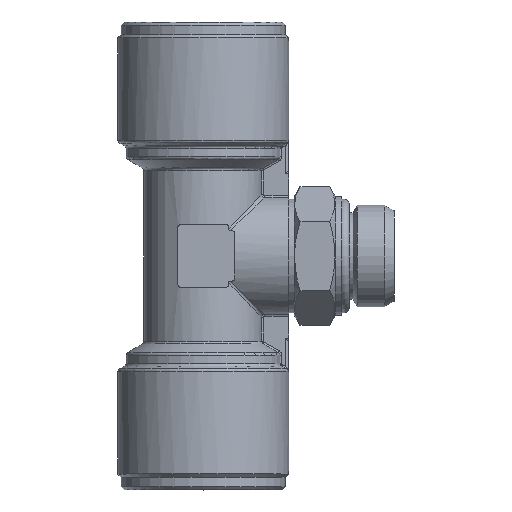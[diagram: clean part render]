
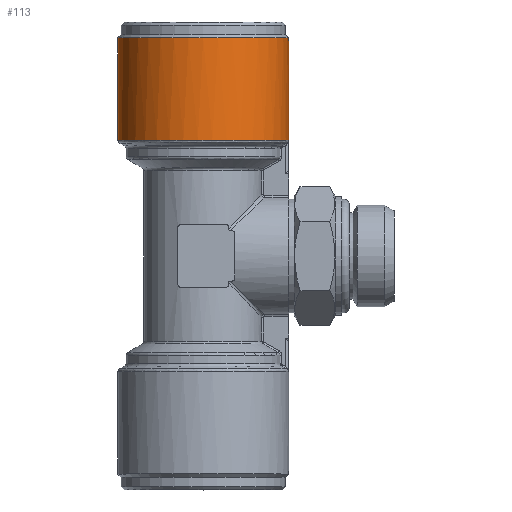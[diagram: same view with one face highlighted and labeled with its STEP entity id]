
A CAD part, top view. The second image highlights one B-rep face of the part: STEP entity #113.
In plain terms, the highlighted cylindrical face has radius 13.5 mm (diameter 27 mm), a full revolution.
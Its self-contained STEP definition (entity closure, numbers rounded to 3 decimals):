
#113 = ADVANCED_FACE( 'NONE', ( #610, #611 ), #612, .T. );
#610 = FACE_OUTER_BOUND( '', #2115, .T. );
#611 = FACE_OUTER_BOUND( '', #2116, .T. );
#612 = CYLINDRICAL_SURFACE( '', #2117, 13.5 );
#2115 = EDGE_LOOP( '', ( #7428, #7429, #7430 ) );
#2116 = EDGE_LOOP( '', ( #7431 ) );
#2117 = AXIS2_PLACEMENT_3D( '', #7432, #7433, #7434 );
#7428 = ORIENTED_EDGE( '', *, *, #10478, .F. );
#7429 = ORIENTED_EDGE( '', *, *, #10479, .F. );
#7430 = ORIENTED_EDGE( '', *, *, #10480, .F. );
#7431 = ORIENTED_EDGE( '', *, *, #10481, .T. );
#7432 = CARTESIAN_POINT( '', ( 0., 0., 0. ) );
#7433 = DIRECTION( '', ( 0., 1., 0. ) );
#7434 = DIRECTION( '', ( 0., 0., -1. ) );
#10478 = EDGE_CURVE( 'NONE', #11765, #11669, #11766, .T. );
#10479 = EDGE_CURVE( 'NONE', #11767, #11765, #11768, .T. );
#10480 = EDGE_CURVE( 'NONE', #11669, #11767, #11769, .T. );
#10481 = EDGE_CURVE( 'NONE', #11770, #11770, #11771, .T. );
#11669 = VERTEX_POINT( 'NONE', #14176 );
#11765 = VERTEX_POINT( 'NONE', #14474 );
#11766 = CIRCLE( '', #14475, 13.5 );
#11767 = VERTEX_POINT( 'NONE', #14476 );
#11768 = CIRCLE( '', #14477, 13.5 );
#11769 = CIRCLE( '', #14478, 13.5 );
#11770 = VERTEX_POINT( '', #14479 );
#11771 = CIRCLE( '', #14480, 13.5 );
#14176 = CARTESIAN_POINT( '', ( 13.439, 18.299, -1.281 ) );
#14474 = CARTESIAN_POINT( '', ( 13.439, 18.299, 1.281 ) );
#14475 = AXIS2_PLACEMENT_3D( '', #20689, #20690, #20691 );
#14476 = CARTESIAN_POINT( '', ( 13.5, 18.299, 0. ) );
#14477 = AXIS2_PLACEMENT_3D( '', #20692, #20693, #20694 );
#14478 = AXIS2_PLACEMENT_3D( '', #20695, #20696, #20697 );
#14479 = CARTESIAN_POINT( '', ( 0., 34.5, -13.5 ) );
#14480 = AXIS2_PLACEMENT_3D( '', #20698, #20699, #20700 );
#20689 = CARTESIAN_POINT( '', ( 0., 18.299, 0. ) );
#20690 = DIRECTION( '', ( 0., -1., 0. ) );
#20691 = DIRECTION( '', ( 0., 0., -1. ) );
#20692 = CARTESIAN_POINT( '', ( 0., 18.299, 0. ) );
#20693 = DIRECTION( '', ( 0., -1., 0. ) );
#20694 = DIRECTION( '', ( 0., 0., -1. ) );
#20695 = CARTESIAN_POINT( '', ( 0., 18.299, 0. ) );
#20696 = DIRECTION( '', ( 0., -1., 0. ) );
#20697 = DIRECTION( '', ( 0., 0., -1. ) );
#20698 = CARTESIAN_POINT( '', ( 0., 34.5, 0. ) );
#20699 = DIRECTION( '', ( 0., -1., 0. ) );
#20700 = DIRECTION( '', ( 0., 0., -1. ) );
